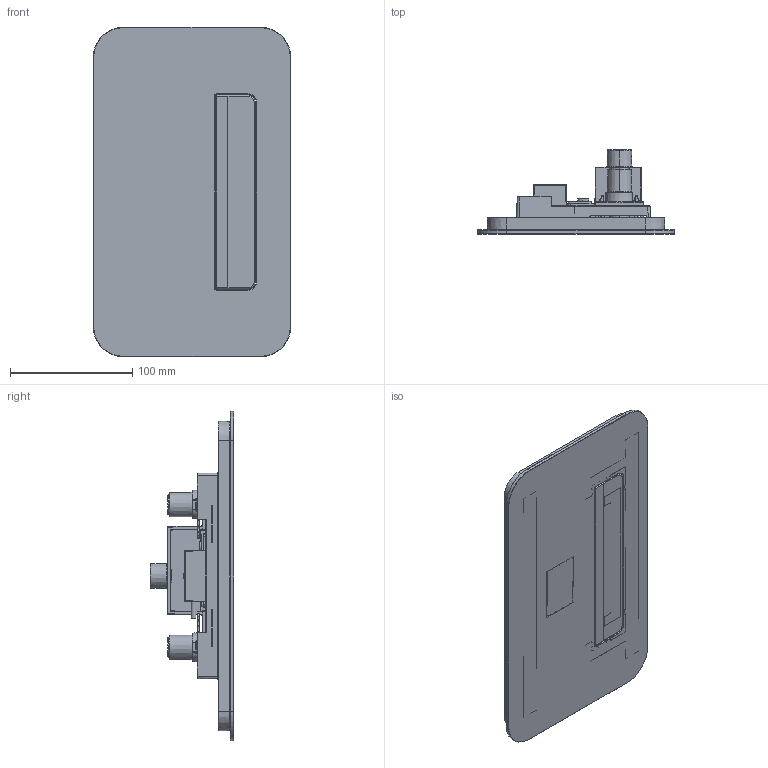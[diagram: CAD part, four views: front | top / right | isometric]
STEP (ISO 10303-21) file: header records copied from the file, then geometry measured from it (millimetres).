
FILE_DESCRIPTION(/* description */ (''),/* implementation_level */ '2;1');
FILE_NAME(/* name */ 'btp_proactive_glas_asm_27-10-2022.stp',/* time_stamp */ '2022-10-27T09:39:13+02:00',/* author */ (''),/* organization */ (''),/* preprocessor_version */ 'ST-DEVELOPER v18.1',/* originating_system */ 'SIEMENS PLM Software NX 1973',/* authorisation */ '');
FILE_SCHEMA (('AUTOMOTIVE_DESIGN { 1 0 10303 214 3 1 1 1 }'));
Products named in the file (1): Muel513C2251ehwv
Bounding box: 161 x 68.5 x 269 mm (x, y, z)
Volume: 584708.7 mm3; surface area: 476757.9 mm2
Topology: 20 solids, 20 shells, 5451 faces, 13016 edges, 7617 vertices
Faces by surface type: cylinder 2070, plane 1458, bspline 738, torus 449, sphere 358, cone 260, revolution 118
Entity records: 196995 total; most frequent: CARTESIAN_POINT 77088, ORIENTED_EDGE 25992, DIRECTION 23976, EDGE_CURVE 12996, AXIS2_PLACEMENT_3D 9056, VERTEX_POINT 7616, LINE 5746, VECTOR 5746
